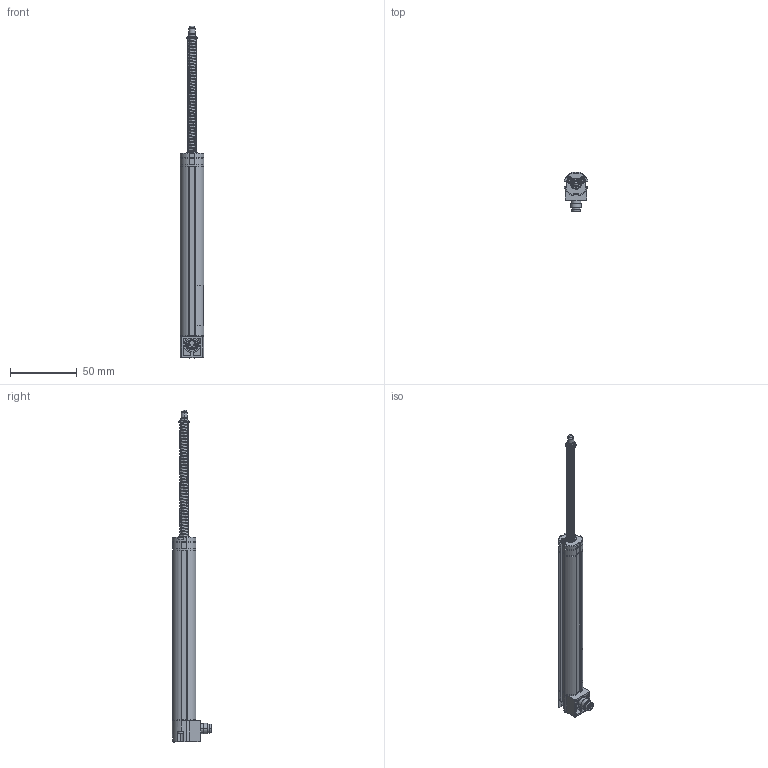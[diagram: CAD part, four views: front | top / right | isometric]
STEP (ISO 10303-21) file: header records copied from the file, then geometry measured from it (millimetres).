
FILE_DESCRIPTION (( 'STEP AP214' ), '1' );
FILE_NAME ('TEX-0100-421-002-101_retracted.STEP', '2014-07-07T09:12:39', ( 'dummy' ), ( 'Microsoft' ), 'SwSTEP 2.0', 'SolidWorks 2013', '' );
FILE_SCHEMA (( 'AUTOMOTIVE_DESIGN' ));
Length unit declared in the file: millimetre
Products named in the file (1): TEX-0100-421-002-101_retracted
Bounding box: 17.55 x 29.62 x 248.7 mm (x, y, z)
Surface area: 19283 mm2 (no closed solid volume)
Topology: 0 solids, 29 shells, 433 faces, 1541 edges, 1113 vertices
Faces by surface type: plane 187, cylinder 179, torus 30, cone 20, bspline 12, sphere 5
Entity records: 37187 total; most frequent: CARTESIAN_POINT 19251, DIRECTION 2908, ORIENTED_EDGE 2373, EDGE_CURVE 1538, VERTEX_POINT 1113, AXIS2_PLACEMENT_3D 1025, LINE 858, VECTOR 858
